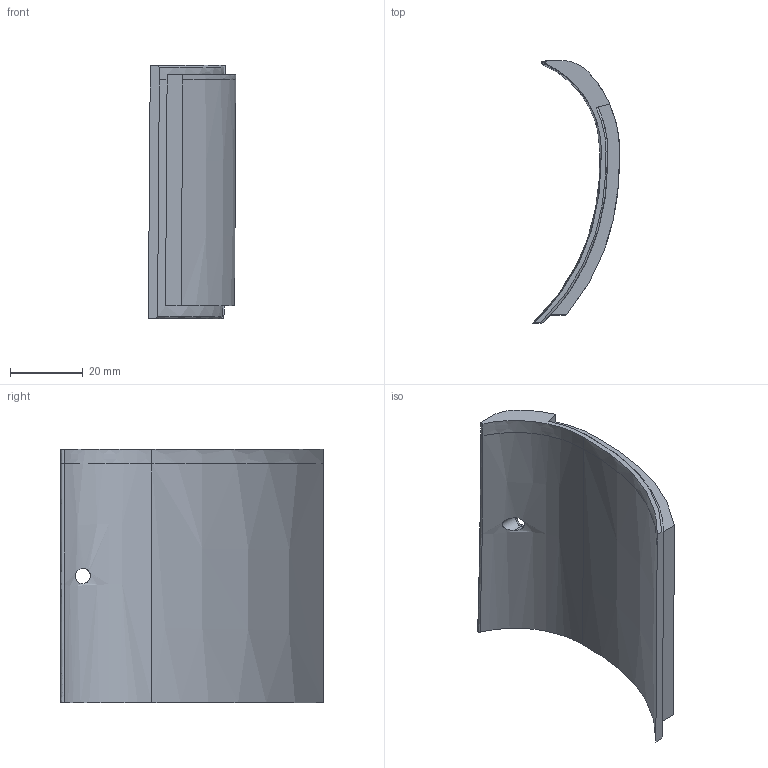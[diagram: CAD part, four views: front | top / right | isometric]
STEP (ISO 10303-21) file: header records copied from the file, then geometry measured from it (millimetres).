
FILE_DESCRIPTION (( 'STEP AP203' ), '1' );
FILE_NAME ('PL_FRI_003_Ac_couvercle.STEP', '2020-02-07T14:25:44', ( '' ), ( '' ), 'SwSTEP 2.0', 'SolidWorks 2016', '' );
FILE_SCHEMA (( 'CONFIG_CONTROL_DESIGN' ));
Length unit declared in the file: millimetre
Products named in the file (1): PL_FRI_003_Ac_couvercle
Bounding box: 23.98 x 72 x 69.5 mm (x, y, z)
Volume: 26136.8 mm3; surface area: 13173 mm2
Topology: 1 solids, 1 shells, 36 faces, 101 edges, 66 vertices
Faces by surface type: bspline 22, plane 7, cylinder 5, cone 2
Entity records: 12400 total; most frequent: CARTESIAN_POINT 11623, ORIENTED_EDGE 202, EDGE_CURVE 101, B_SPLINE_CURVE_WITH_KNOTS 84, VERTEX_POINT 66, DIRECTION 52, EDGE_LOOP 37, FACE_OUTER_BOUND 36
